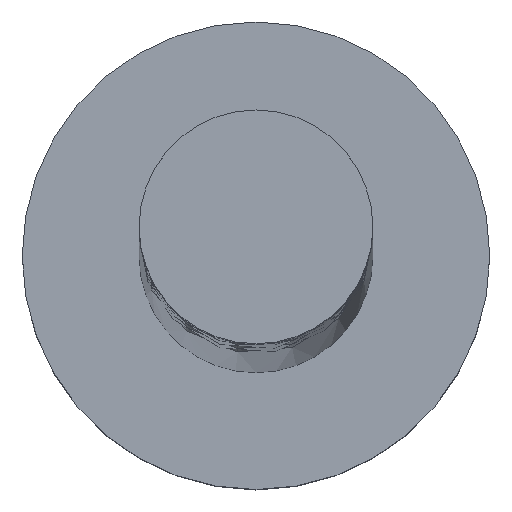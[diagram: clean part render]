
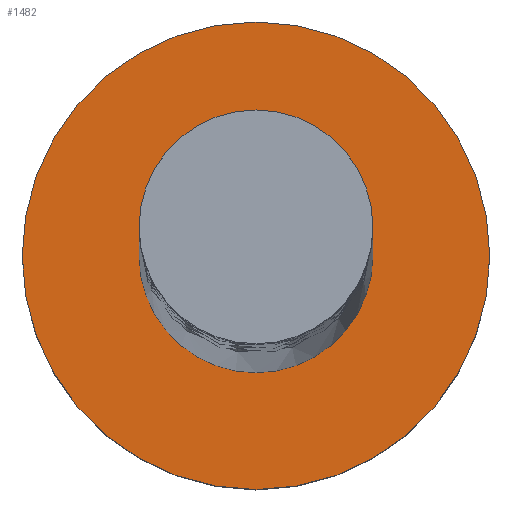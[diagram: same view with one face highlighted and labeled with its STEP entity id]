
A CAD part, top view. The second image highlights one B-rep face of the part: STEP entity #1482.
In plain terms, the highlighted planar face has unit normal (0, 0, 1).
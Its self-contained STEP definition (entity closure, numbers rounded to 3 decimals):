
#177 = FACE_BOUND ( 'NONE', #1179, .T. ) ;
#223 = EDGE_CURVE ( 'NONE', #838, #594, #601, .T. ) ;
#239 = AXIS2_PLACEMENT_3D ( 'NONE', #1329, #518, #769 ) ;
#258 = VERTEX_POINT ( 'NONE', #1477 ) ;
#262 = AXIS2_PLACEMENT_3D ( 'NONE', #499, #371, #1180 ) ;
#281 = DIRECTION ( 'NONE',  ( 1., 0., 0. ) ) ;
#361 = ORIENTED_EDGE ( 'NONE', *, *, #1162, .F. ) ;
#371 = DIRECTION ( 'NONE',  ( 0., 0., 1. ) ) ;
#377 = AXIS2_PLACEMENT_3D ( 'NONE', #967, #763, #1095 ) ;
#489 = VERTEX_POINT ( 'NONE', #761 ) ;
#499 = CARTESIAN_POINT ( 'NONE',  ( 0., 0., 2. ) ) ;
#518 = DIRECTION ( 'NONE',  ( 0., 0., 1. ) ) ;
#528 = CARTESIAN_POINT ( 'NONE',  ( 0., 0., 2. ) ) ;
#591 = ORIENTED_EDGE ( 'NONE', *, *, #1310, .T. ) ;
#594 = VERTEX_POINT ( 'NONE', #1007 ) ;
#601 = CIRCLE ( 'NONE', #1177, 1. ) ;
#627 = EDGE_CURVE ( 'NONE', #258, #489, #1196, .T. ) ;
#639 = PLANE ( 'NONE',  #1001 ) ;
#661 = CARTESIAN_POINT ( 'NONE',  ( -1., 0., 2. ) ) ;
#684 = DIRECTION ( 'NONE',  ( 1., 0., 0. ) ) ;
#694 = CARTESIAN_POINT ( 'NONE',  ( 0., 0., 2. ) ) ;
#761 = CARTESIAN_POINT ( 'NONE',  ( -2., 0., 2. ) ) ;
#763 = DIRECTION ( 'NONE',  ( 0., 0., 1. ) ) ;
#769 = DIRECTION ( 'NONE',  ( 1., 0., 0. ) ) ;
#838 = VERTEX_POINT ( 'NONE', #661 ) ;
#874 = DIRECTION ( 'NONE',  ( 0., 0., 1. ) ) ;
#910 = CIRCLE ( 'NONE', #262, 1. ) ;
#967 = CARTESIAN_POINT ( 'NONE',  ( 0., 0., 2. ) ) ;
#1001 = AXIS2_PLACEMENT_3D ( 'NONE', #528, #874, #281 ) ;
#1007 = CARTESIAN_POINT ( 'NONE',  ( 1., 0., 2. ) ) ;
#1027 = CIRCLE ( 'NONE', #377, 2. ) ;
#1095 = DIRECTION ( 'NONE',  ( 1., 0., 0. ) ) ;
#1132 = DIRECTION ( 'NONE',  ( 0., 0., 1. ) ) ;
#1144 = ORIENTED_EDGE ( 'NONE', *, *, #223, .F. ) ;
#1162 = EDGE_CURVE ( 'NONE', #594, #838, #910, .T. ) ;
#1177 = AXIS2_PLACEMENT_3D ( 'NONE', #694, #1132, #684 ) ;
#1179 = EDGE_LOOP ( 'NONE', ( #1144, #361 ) ) ;
#1180 = DIRECTION ( 'NONE',  ( 1., 0., 0. ) ) ;
#1196 = CIRCLE ( 'NONE', #239, 2. ) ;
#1308 = FACE_OUTER_BOUND ( 'NONE', #1382, .T. ) ;
#1310 = EDGE_CURVE ( 'NONE', #489, #258, #1027, .T. ) ;
#1329 = CARTESIAN_POINT ( 'NONE',  ( 0., 0., 2. ) ) ;
#1382 = EDGE_LOOP ( 'NONE', ( #591, #1483 ) ) ;
#1477 = CARTESIAN_POINT ( 'NONE',  ( 2., 0., 2. ) ) ;
#1482 = ADVANCED_FACE ( 'NONE', ( #177, #1308 ), #639, .T. ) ;
#1483 = ORIENTED_EDGE ( 'NONE', *, *, #627, .T. ) ;
